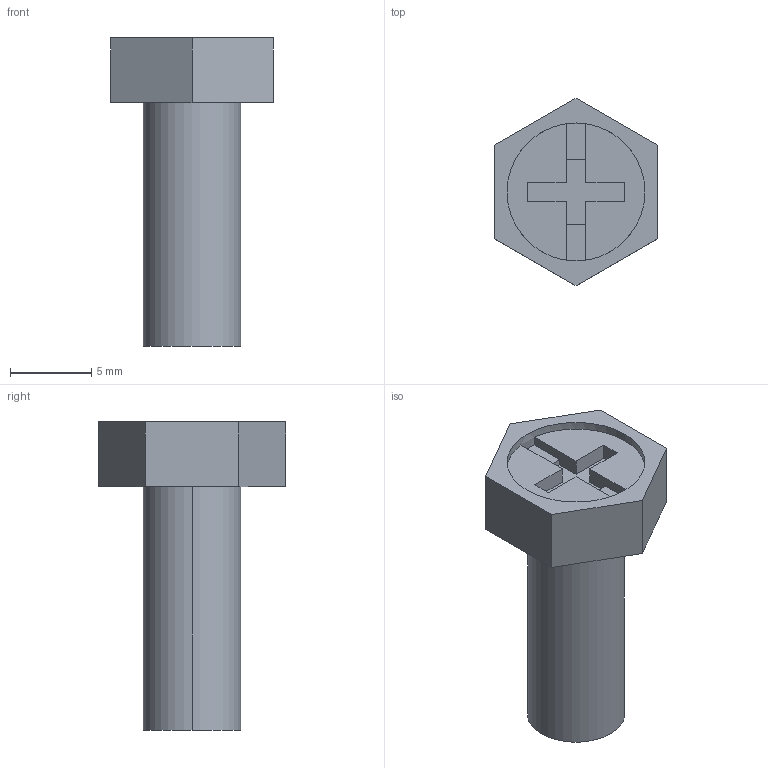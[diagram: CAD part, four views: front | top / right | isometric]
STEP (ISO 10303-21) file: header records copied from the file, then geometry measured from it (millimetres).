
FILE_DESCRIPTION (( 'STEP AP203' ), '1' );
FILE_NAME ('C-209CS-M6-15.STEP', '2009-10-26T06:49:44', ( ' ' ), ( ' ' ), 'SwSTEP 2.0', 'SolidWorks 2007', '' );
FILE_SCHEMA (( 'CONFIG_CONTROL_DESIGN' ));
Length unit declared in the file: millimetre
Products named in the file (1): C-209CS-M6-15
Bounding box: 10 x 11.55 x 19 mm (x, y, z)
Volume: 728.4 mm3; surface area: 633.2 mm2
Topology: 1 solids, 1 shells, 30 faces, 78 edges, 52 vertices
Faces by surface type: plane 26, cylinder 4
Entity records: 991 total; most frequent: CARTESIAN_POINT 161, ORIENTED_EDGE 156, DIRECTION 152, EDGE_CURVE 78, VECTOR 66, LINE 66, VERTEX_POINT 52, AXIS2_PLACEMENT_3D 43
